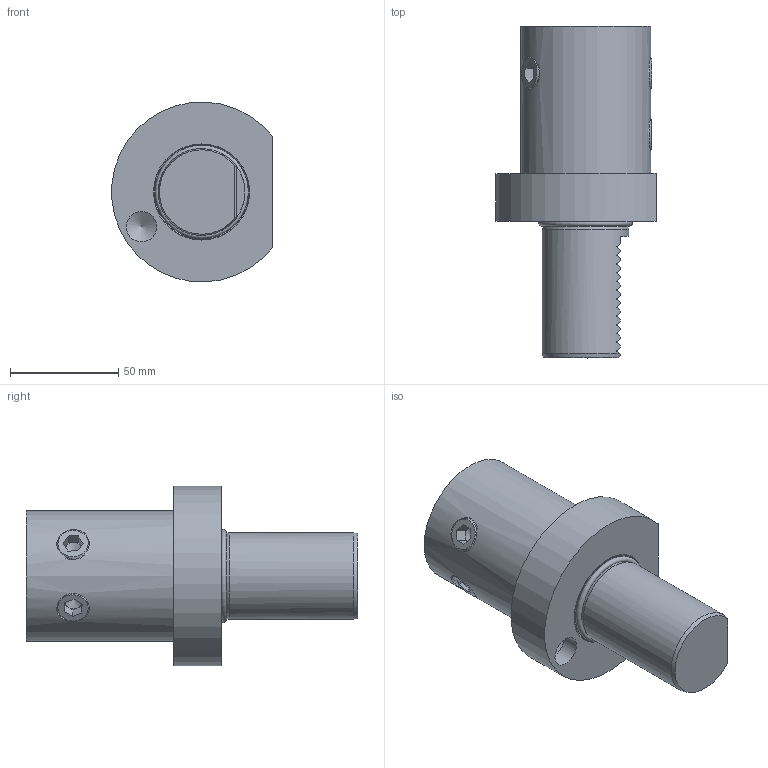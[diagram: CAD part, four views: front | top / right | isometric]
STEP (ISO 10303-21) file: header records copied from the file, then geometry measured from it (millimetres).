
FILE_DESCRIPTION (( 'STEP AP214' ), '1' );
FILE_NAME ('A_E1-40X40.STEP', '2020-12-23T10:49:11', ( '' ), ( '' ), 'SwSTEP 2.0', 'SolidWorks 2016', '' );
FILE_SCHEMA (( 'AUTOMOTIVE_DESIGN' ));
Length unit declared in the file: millimetre
Products named in the file (1): A_E1-40X40
Bounding box: 73.86 x 153 x 82.91 mm (x, y, z)
Surface area: 48403.6 mm2 (no closed solid volume)
Topology: 0 solids, 18 shells, 145 faces, 467 edges, 339 vertices
Faces by surface type: plane 103, cylinder 27, cone 13, torus 2
Full cylindrical faces by diameter (mm): 2.5 x1, 3 x1, 10.132 x1, 14 x1, 15 x4, 16 x2, 40 x2, 60 x1
Entity records: 7467 total; most frequent: CARTESIAN_POINT 2115, ORIENTED_EDGE 719, DIRECTION 702, EDGE_CURVE 433, VERTEX_POINT 332, LINE 258, VECTOR 258, AXIS2_PLACEMENT_3D 222
